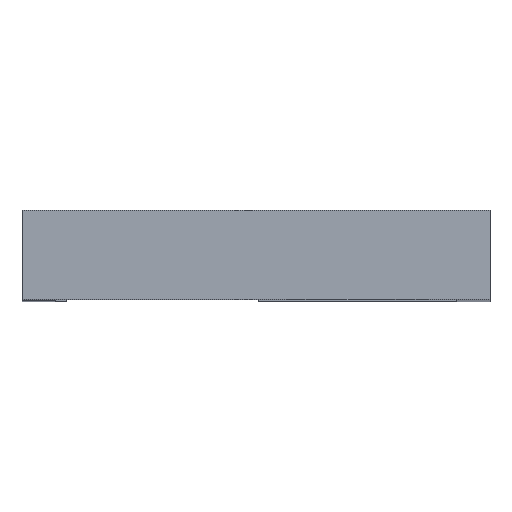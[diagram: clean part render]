
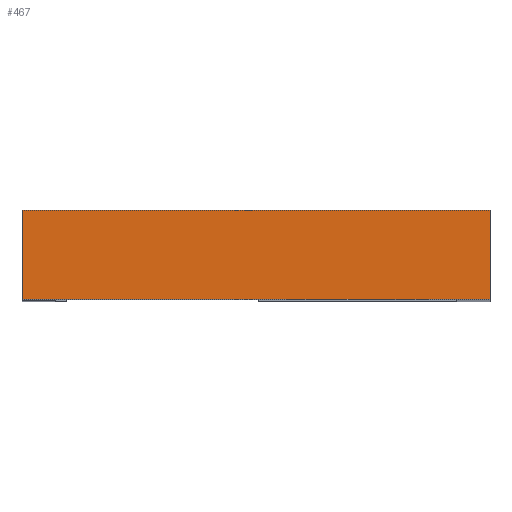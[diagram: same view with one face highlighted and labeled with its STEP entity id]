
A CAD part, top view. The second image highlights one B-rep face of the part: STEP entity #467.
In plain terms, the highlighted planar face has unit normal (0, 0, 1).
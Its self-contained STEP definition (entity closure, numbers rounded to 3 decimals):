
#7 = ORIENTED_EDGE ( 'NONE', *, *, #149, .T. ) ;
#10 = VECTOR ( 'NONE', #756, 1000. ) ;
#26 = EDGE_LOOP ( 'NONE', ( #7, #559, #617, #345 ) ) ;
#85 = DIRECTION ( 'NONE',  ( 0., 0., -1. ) ) ;
#92 = FACE_OUTER_BOUND ( 'NONE', #26, .T. ) ;
#96 = DIRECTION ( 'NONE',  ( -1., 0., 0. ) ) ;
#104 = VERTEX_POINT ( 'NONE', #365 ) ;
#149 = EDGE_CURVE ( 'NONE', #104, #655, #648, .T. ) ;
#176 = DIRECTION ( 'NONE',  ( 0., -1., 0. ) ) ;
#196 = DIRECTION ( 'NONE',  ( 0., -1., 0. ) ) ;
#211 = EDGE_CURVE ( 'NONE', #438, #655, #489, .T. ) ;
#215 = AXIS2_PLACEMENT_3D ( 'NONE', #451, #85, #96 ) ;
#239 = CARTESIAN_POINT ( 'NONE',  ( 10.5, 2., 0. ) ) ;
#246 = CARTESIAN_POINT ( 'NONE',  ( 10.5, 0., 0. ) ) ;
#282 = VECTOR ( 'NONE', #176, 1000. ) ;
#343 = LINE ( 'NONE', #590, #10 ) ;
#345 = ORIENTED_EDGE ( 'NONE', *, *, #672, .T. ) ;
#365 = CARTESIAN_POINT ( 'NONE',  ( 0., 0., 0. ) ) ;
#438 = VERTEX_POINT ( 'NONE', #572 ) ;
#439 = LINE ( 'NONE', #734, #282 ) ;
#451 = CARTESIAN_POINT ( 'NONE',  ( 0., 2., 0. ) ) ;
#467 = ADVANCED_FACE ( 'NONE', ( #92 ), #511, .F. ) ;
#489 = LINE ( 'NONE', #239, #501 ) ;
#501 = VECTOR ( 'NONE', #196, 1000. ) ;
#511 = PLANE ( 'NONE',  #215 ) ;
#523 = VECTOR ( 'NONE', #650, 1000. ) ;
#536 = CARTESIAN_POINT ( 'NONE',  ( 0., 2., 0. ) ) ;
#559 = ORIENTED_EDGE ( 'NONE', *, *, #211, .F. ) ;
#563 = EDGE_CURVE ( 'NONE', #715, #438, #343, .T. ) ;
#572 = CARTESIAN_POINT ( 'NONE',  ( 10.5, 2., 0. ) ) ;
#590 = CARTESIAN_POINT ( 'NONE',  ( 0., 2., 0. ) ) ;
#593 = CARTESIAN_POINT ( 'NONE',  ( 0., 0., 0. ) ) ;
#617 = ORIENTED_EDGE ( 'NONE', *, *, #563, .F. ) ;
#648 = LINE ( 'NONE', #593, #523 ) ;
#650 = DIRECTION ( 'NONE',  ( 1., 0., 0. ) ) ;
#655 = VERTEX_POINT ( 'NONE', #246 ) ;
#672 = EDGE_CURVE ( 'NONE', #715, #104, #439, .T. ) ;
#715 = VERTEX_POINT ( 'NONE', #536 ) ;
#734 = CARTESIAN_POINT ( 'NONE',  ( 0., 2., 0. ) ) ;
#756 = DIRECTION ( 'NONE',  ( 1., 0., 0. ) ) ;
